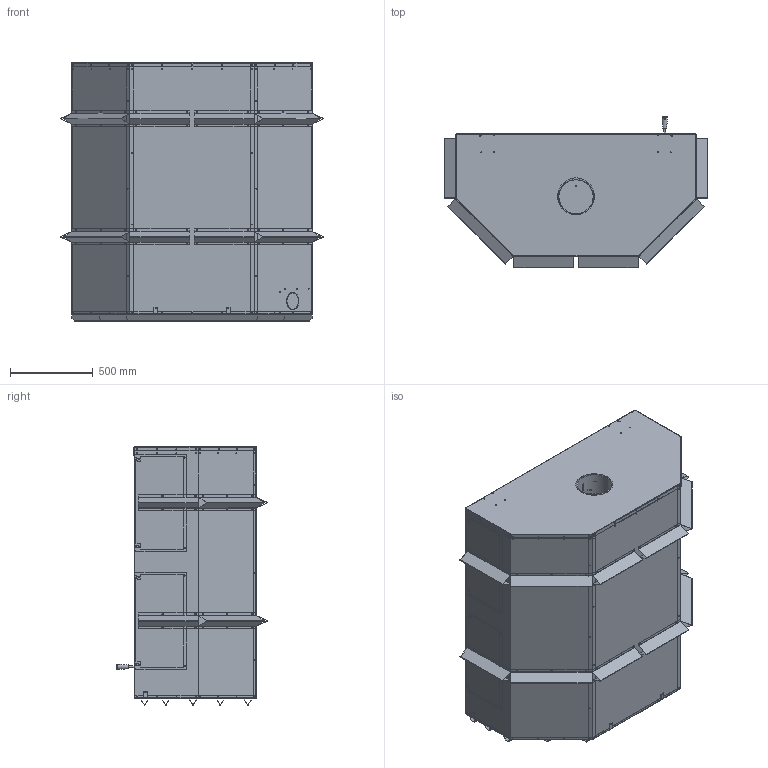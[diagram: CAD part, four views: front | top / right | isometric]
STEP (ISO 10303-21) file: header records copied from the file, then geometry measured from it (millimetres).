
FILE_DESCRIPTION( ( 'Unknown' ), '1' );
FILE_NAME( 'FP16.stp', 'Unknown', ( 'Carole-Anne Paquet' ), ( 'SBI' ), 'PSStep 17.0.49', 'Unknown', ' ' );
FILE_SCHEMA( ( 'AUTOMOTIVE_DESIGN { 1 0 10303 214 1 1 1 1 }' ) );
Length unit declared in the file: inch
Products named in the file (34): SE64628-oa10; 30722; PL64628; SE63517-oa6; PL63517; SE63936-oa8; PL63936; PL63918; PL63937; 30728; 30728-oa7; Assem1; PL63910; PL63912; PL63912-oa0; PL63913; PL63916; PL63920; PL63920-oa1; PL63920-oa2; PL63949; PL63911; PL63951; PL63951-oa3; PL63951-oa4; PL63951-oa5; PL63907; PL63518; 30667; PL63520; PL63521; PL63908; PL63909
Assembly tree (37 placements, depth 3):
  Assem1
    PL63910
    PL63912
    PL63912-oa0
    PL63913
    PL63916
    PL63920  x2
    PL63920-oa1
    PL63920-oa2
    PL63949  x4
    PL63911
    PL63951
    PL63951-oa3
    PL63951-oa4
    PL63951-oa5
    PL63907
    PL63518
    30667
    30667
    PL63520
    PL63521
    PL63908
    PL63909
    SE63517-oa6
      PL63517
    SE63936-oa8
      PL63936
      PL63918
      PL63937
      30728
      30728-oa7
    SE64628-oa10
      30722
      PL64628
Bounding box: 1589.06 x 914.28 x 1557.74 mm (x, y, z)
Volume: 13645778.4 mm3; surface area: 23166350.8 mm2
Topology: 34 solids, 34 shells, 3072 faces, 8702 edges, 5700 vertices
Faces by surface type: plane 1700, cylinder 1235, bspline 128, cone 6, torus 2, extrusion 1
Full cylindrical faces by diameter (mm): 1.587 x1, 2.54 x1, 2.769 x179, 3.556 x31, 3.861 x20, 3.962 x35, 4.216 x3, 4.75 x47, 4.762 x44, 4.775 x23, 5.08 x1, 5.156 x60, 6.35 x7, 8.89 x1, 9.271 x1, 9.525 x2, 12.7 x1, 206.375 x1, 209.423 x1, 222.25 x1
Entity records: 121517 total; most frequent: CARTESIAN_POINT 22220, DIRECTION 15428, ORIENTED_EDGE 14874, EDGE_CURVE 7437, AXIS2_PLACEMENT_3D 5337, VERTEX_POINT 5033, VECTOR 4754, LINE 4753
